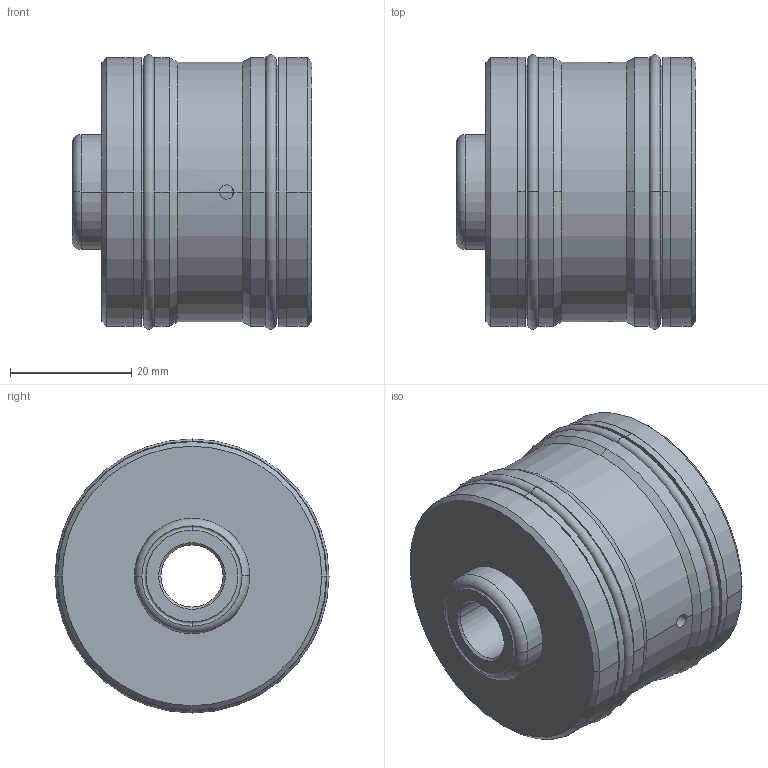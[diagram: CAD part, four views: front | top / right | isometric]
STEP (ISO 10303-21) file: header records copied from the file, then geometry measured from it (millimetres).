
FILE_DESCRIPTION((''),'2;1');
FILE_NAME('ILCM42114301','2016-12-19T',('ACDC'),(''),'PRO/ENGINEER BY PARAMETRIC TECHNOLOGY CORPORATION, 2013320','PRO/ENGINEER BY PARAMETRIC TECHNOLOGY CORPORATION, 2013320','');
FILE_SCHEMA(('AUTOMOTIVE_DESIGN { 1 0 10303 214 1 1 1 1 }'));
Length unit declared in the file: millimetre
Products named in the file (3): ILCM42114301_BODY; ILCM42114301_PLUNGER; ILCM42114301
Assembly tree (2 placements, depth 2):
  ILCM42114301
    ILCM42114301_BODY
    ILCM42114301_PLUNGER
Bounding box: 39.6 x 45.26 x 45.26 mm (x, y, z)
Volume: 45387.4 mm3; surface area: 19249.7 mm2
Topology: 2 solids, 3 shells, 84 faces, 196 edges, 126 vertices
Faces by surface type: cylinder 48, plane 18, cone 10, torus 8
Entity records: 3224 total; most frequent: CARTESIAN_POINT 818, DIRECTION 496, ORIENTED_EDGE 388, AXIS2_PLACEMENT_3D 217, EDGE_CURVE 196, VERTEX_POINT 126, CIRCLE 126, EDGE_LOOP 102
